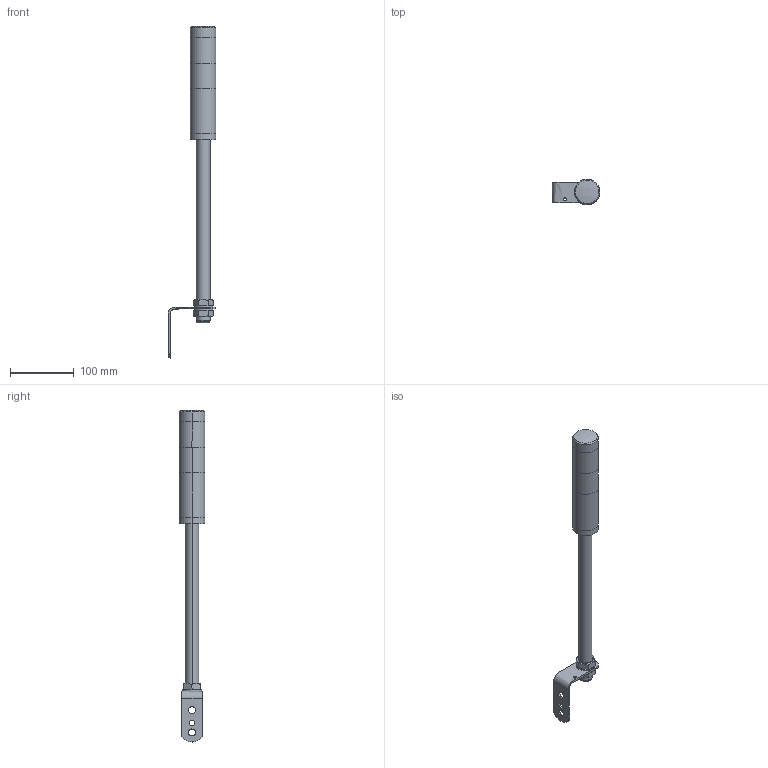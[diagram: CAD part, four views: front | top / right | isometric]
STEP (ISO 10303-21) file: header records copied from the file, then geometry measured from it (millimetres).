
FILE_DESCRIPTION (( 'STEP AP214' ), '1' );
FILE_NAME ('LR4-202LJNW-RG.step', '2018-07-03T11:53:49', ( '' ), ( '' ), 'SwSTEP 2.0', 'SolidWorks 2017', '' );
FILE_SCHEMA (( 'AUTOMOTIVE_DESIGN' ));
Length unit declared in the file: inch
Products named in the file (1): LR4-202LJNW-RG
Bounding box: 75 x 40 x 521.6 mm (x, y, z)
Volume: 289771.8 mm3; surface area: 102222.1 mm2
Topology: 11 solids, 11 shells, 146 faces, 314 edges, 208 vertices
Faces by surface type: cylinder 79, plane 52, bspline 11, cone 4
Entity records: 7181 total; most frequent: CARTESIAN_POINT 1831, DIRECTION 726, ORIENTED_EDGE 628, EDGE_CURVE 314, AXIS2_PLACEMENT_3D 306, VERTEX_POINT 208, EDGE_LOOP 190, CIRCLE 170
